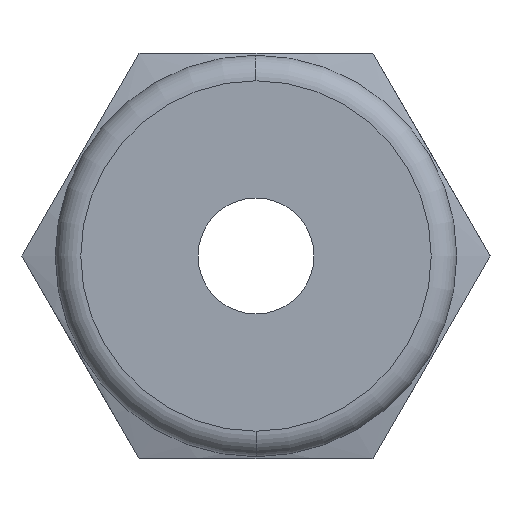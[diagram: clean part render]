
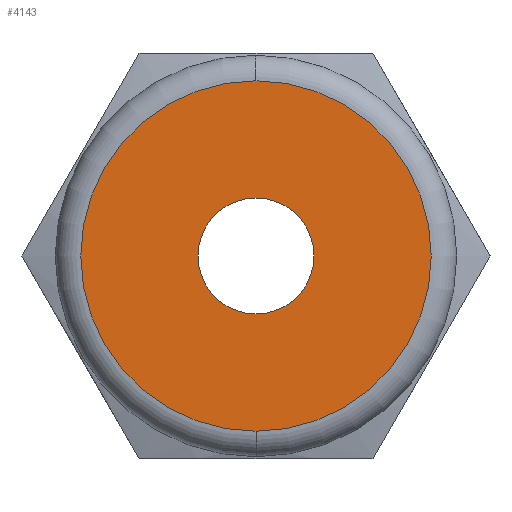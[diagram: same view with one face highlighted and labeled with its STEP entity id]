
A CAD part, left-side view. The second image highlights one B-rep face of the part: STEP entity #4143.
In plain terms, the highlighted planar face has unit normal (-1, 0, 0).
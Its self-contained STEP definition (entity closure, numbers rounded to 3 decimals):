
#190 = CARTESIAN_POINT ( 'NONE',  ( -0.103, 0., 0. ) ) ;
#261 = AXIS2_PLACEMENT_3D ( 'NONE', #2573, #1860, #2530 ) ;
#484 = VERTEX_POINT ( 'NONE', #927 ) ;
#498 = AXIS2_PLACEMENT_3D ( 'NONE', #559, #1854, #538 ) ;
#511 = DIRECTION ( 'NONE',  ( 0., 0., -1. ) ) ;
#538 = DIRECTION ( 'NONE',  ( 0., 0., 1. ) ) ;
#559 = CARTESIAN_POINT ( 'NONE',  ( -0.103, 0., 0. ) ) ;
#612 = AXIS2_PLACEMENT_3D ( 'NONE', #3849, #2175, #511 ) ;
#893 = FACE_OUTER_BOUND ( 'NONE', #3809, .T. ) ;
#927 = CARTESIAN_POINT ( 'NONE',  ( -0.103, 0., 4.8 ) ) ;
#931 = AXIS2_PLACEMENT_3D ( 'NONE', #190, #1543, #1225 ) ;
#1072 = VERTEX_POINT ( 'NONE', #1120 ) ;
#1120 = CARTESIAN_POINT ( 'NONE',  ( -0.103, 0., -4.8 ) ) ;
#1225 = DIRECTION ( 'NONE',  ( 0., 0., 1. ) ) ;
#1240 = FACE_BOUND ( 'NONE', #4259, .T. ) ;
#1484 = AXIS2_PLACEMENT_3D ( 'NONE', #1916, #3500, #1517 ) ;
#1493 = VERTEX_POINT ( 'NONE', #2310 ) ;
#1517 = DIRECTION ( 'NONE',  ( 0., 0., -1. ) ) ;
#1534 = ORIENTED_EDGE ( 'NONE', *, *, #4106, .F. ) ;
#1535 = CIRCLE ( 'NONE', #612, 4.8 ) ;
#1543 = DIRECTION ( 'NONE',  ( -1., 0., 0. ) ) ;
#1854 = DIRECTION ( 'NONE',  ( -1., 0., 0. ) ) ;
#1860 = DIRECTION ( 'NONE',  ( -1., 0., 0. ) ) ;
#1916 = CARTESIAN_POINT ( 'NONE',  ( -0.103, 1.587, 0. ) ) ;
#2149 = CIRCLE ( 'NONE', #261, 4.8 ) ;
#2175 = DIRECTION ( 'NONE',  ( -1., 0., 0. ) ) ;
#2310 = CARTESIAN_POINT ( 'NONE',  ( -0.103, 0., 1.587 ) ) ;
#2530 = DIRECTION ( 'NONE',  ( 0., 0., -1. ) ) ;
#2573 = CARTESIAN_POINT ( 'NONE',  ( -0.103, 0., 0. ) ) ;
#2708 = CIRCLE ( 'NONE', #931, 1.587 ) ;
#2965 = EDGE_CURVE ( 'NONE', #1072, #484, #1535, .T. ) ;
#3152 = CIRCLE ( 'NONE', #498, 1.587 ) ;
#3304 = ORIENTED_EDGE ( 'NONE', *, *, #3908, .F. ) ;
#3500 = DIRECTION ( 'NONE',  ( 1., 0., 0. ) ) ;
#3784 = VERTEX_POINT ( 'NONE', #4046 ) ;
#3787 = ORIENTED_EDGE ( 'NONE', *, *, #3904, .T. ) ;
#3809 = EDGE_LOOP ( 'NONE', ( #4148, #3787 ) ) ;
#3849 = CARTESIAN_POINT ( 'NONE',  ( -0.103, 0., 0. ) ) ;
#3904 = EDGE_CURVE ( 'NONE', #484, #1072, #2149, .T. ) ;
#3908 = EDGE_CURVE ( 'NONE', #3784, #1493, #2708, .T. ) ;
#3917 = PLANE ( 'NONE',  #1484 ) ;
#4046 = CARTESIAN_POINT ( 'NONE',  ( -0.103, 0., -1.587 ) ) ;
#4106 = EDGE_CURVE ( 'NONE', #1493, #3784, #3152, .T. ) ;
#4143 = ADVANCED_FACE ( 'NONE', ( #893, #1240 ), #3917, .F. ) ;
#4148 = ORIENTED_EDGE ( 'NONE', *, *, #2965, .T. ) ;
#4259 = EDGE_LOOP ( 'NONE', ( #1534, #3304 ) ) ;
